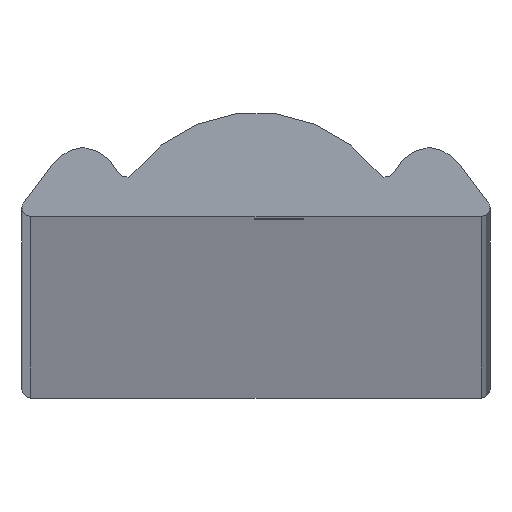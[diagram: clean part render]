
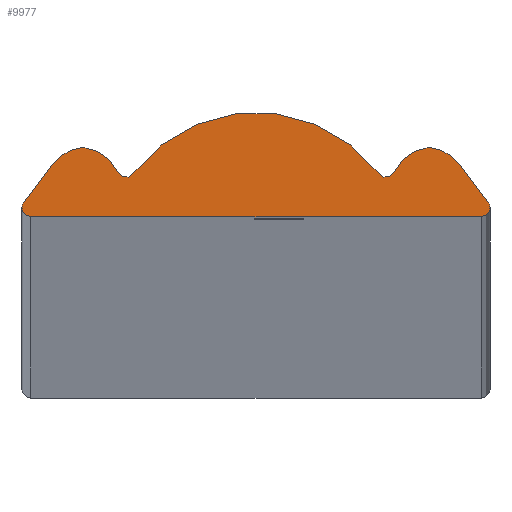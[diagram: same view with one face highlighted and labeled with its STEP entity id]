
A CAD part, top view. The second image highlights one B-rep face of the part: STEP entity #9977.
In plain terms, the highlighted planar face has unit normal (0, 0, 1).
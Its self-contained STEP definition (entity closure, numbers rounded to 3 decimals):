
#37 = ORIENTED_EDGE ( 'NONE', *, *, #138, .T. ) ;
#60 = ORIENTED_EDGE ( 'NONE', *, *, #1882, .F. ) ;
#61 = CARTESIAN_POINT ( 'NONE',  ( 3.551, 1.233, 0. ) ) ;
#138 = EDGE_CURVE ( 'NONE', #7800, #6453, #2590, .T. ) ;
#279 = CIRCLE ( 'NONE', #7617, 0.25 ) ;
#408 = DIRECTION ( 'NONE',  ( -1., 0., 0. ) ) ;
#481 = CARTESIAN_POINT ( 'NONE',  ( -5.11, 0.75, 0. ) ) ;
#515 = LINE ( 'NONE', #3929, #8768 ) ;
#761 = CIRCLE ( 'NONE', #6181, 1.25 ) ;
#807 = DIRECTION ( 'NONE',  ( -0.6, 0.8, 0. ) ) ;
#843 = ORIENTED_EDGE ( 'NONE', *, *, #7736, .T. ) ;
#1107 = VECTOR ( 'NONE', #1665, 1000. ) ;
#1114 = EDGE_CURVE ( 'NONE', #2965, #9498, #9435, .T. ) ;
#1262 = FACE_OUTER_BOUND ( 'NONE', #6187, .T. ) ;
#1288 = DIRECTION ( 'NONE',  ( -1., 0., 0. ) ) ;
#1475 = AXIS2_PLACEMENT_3D ( 'NONE', #9428, #4648, #10204 ) ;
#1552 = ORIENTED_EDGE ( 'NONE', *, *, #10215, .T. ) ;
#1642 = VERTEX_POINT ( 'NONE', #8647 ) ;
#1665 = DIRECTION ( 'NONE',  ( 0.6, 0.8, 0. ) ) ;
#1858 = DIRECTION ( 'NONE',  ( 0., 0., -1. ) ) ;
#1882 = EDGE_CURVE ( 'NONE', #2965, #4235, #6672, .T. ) ;
#2040 = VERTEX_POINT ( 'NONE', #4236 ) ;
#2341 = VECTOR ( 'NONE', #9048, 1000. ) ;
#2354 = AXIS2_PLACEMENT_3D ( 'NONE', #5026, #5200, #408 ) ;
#2464 = CARTESIAN_POINT ( 'NONE',  ( 6.5, 0., 0. ) ) ;
#2555 = CARTESIAN_POINT ( 'NONE',  ( -6.5, 0.25, 0. ) ) ;
#2590 = CIRCLE ( 'NONE', #1475, 0.25 ) ;
#2628 = ORIENTED_EDGE ( 'NONE', *, *, #3670, .T. ) ;
#2792 = VERTEX_POINT ( 'NONE', #7734 ) ;
#2965 = VERTEX_POINT ( 'NONE', #7241 ) ;
#3068 = CIRCLE ( 'NONE', #10126, 0.25 ) ;
#3297 = EDGE_CURVE ( 'NONE', #2040, #2792, #6794, .T. ) ;
#3341 = DIRECTION ( 'NONE',  ( 0., 0., 1. ) ) ;
#3356 = DIRECTION ( 'NONE',  ( -1., 0., 0. ) ) ;
#3373 = VERTEX_POINT ( 'NONE', #2464 ) ;
#3459 = CARTESIAN_POINT ( 'NONE',  ( -4.875, 0.75, 0. ) ) ;
#3491 = CARTESIAN_POINT ( 'NONE',  ( 6.75, 0.25, 0. ) ) ;
#3598 = CARTESIAN_POINT ( 'NONE',  ( 6.5, 0.25, 0. ) ) ;
#3601 = CARTESIAN_POINT ( 'NONE',  ( 0., -1.45, 0. ) ) ;
#3670 = EDGE_CURVE ( 'NONE', #9312, #5322, #9293, .T. ) ;
#3793 = DIRECTION ( 'NONE',  ( -1., 0., 0. ) ) ;
#3929 = CARTESIAN_POINT ( 'NONE',  ( 7., 0., 0. ) ) ;
#4034 = ORIENTED_EDGE ( 'NONE', *, *, #6817, .T. ) ;
#4060 = AXIS2_PLACEMENT_3D ( 'NONE', #7766, #6163, #3793 ) ;
#4066 = CARTESIAN_POINT ( 'NONE',  ( -7., 0., 0. ) ) ;
#4235 = VERTEX_POINT ( 'NONE', #61 ) ;
#4236 = CARTESIAN_POINT ( 'NONE',  ( 4.992, 1.994, 0. ) ) ;
#4246 = CARTESIAN_POINT ( 'NONE',  ( -7., 0., 0. ) ) ;
#4256 = DIRECTION ( 'NONE',  ( -1., 0., 0. ) ) ;
#4343 = AXIS2_PLACEMENT_3D ( 'NONE', #8126, #3341, #8938 ) ;
#4391 = ORIENTED_EDGE ( 'NONE', *, *, #6434, .F. ) ;
#4401 = ORIENTED_EDGE ( 'NONE', *, *, #9362, .T. ) ;
#4406 = DIRECTION ( 'NONE',  ( -1., 0., 0. ) ) ;
#4408 = DIRECTION ( 'NONE',  ( -1., 0., 0. ) ) ;
#4425 = EDGE_CURVE ( 'NONE', #3373, #9312, #4866, .T. ) ;
#4466 = LINE ( 'NONE', #4246, #2341 ) ;
#4480 = ORIENTED_EDGE ( 'NONE', *, *, #4425, .T. ) ;
#4533 = CARTESIAN_POINT ( 'NONE',  ( 4.875, 0.75, 0. ) ) ;
#4648 = DIRECTION ( 'NONE',  ( 0., 0., 1. ) ) ;
#4650 = DIRECTION ( 'NONE',  ( 0., 0., 1. ) ) ;
#4745 = CARTESIAN_POINT ( 'NONE',  ( -3.977, 1.278, 0. ) ) ;
#4866 = CIRCLE ( 'NONE', #4343, 0.25 ) ;
#4975 = AXIS2_PLACEMENT_3D ( 'NONE', #4533, #10087, #5335 ) ;
#5026 = CARTESIAN_POINT ( 'NONE',  ( -3.75, 1.383, 0. ) ) ;
#5164 = EDGE_CURVE ( 'NONE', #5218, #3373, #4466, .T. ) ;
#5171 = CARTESIAN_POINT ( 'NONE',  ( -6.5, 0., 0. ) ) ;
#5200 = DIRECTION ( 'NONE',  ( 0., 0., -1. ) ) ;
#5218 = VERTEX_POINT ( 'NONE', #5171 ) ;
#5322 = VERTEX_POINT ( 'NONE', #8070 ) ;
#5326 = AXIS2_PLACEMENT_3D ( 'NONE', #481, #6057, #1288 ) ;
#5335 = DIRECTION ( 'NONE',  ( -1., 0., 0. ) ) ;
#5887 = CIRCLE ( 'NONE', #5326, 1.25 ) ;
#6057 = DIRECTION ( 'NONE',  ( 0., 0., 1. ) ) ;
#6163 = DIRECTION ( 'NONE',  ( 0., 0., -1. ) ) ;
#6181 = AXIS2_PLACEMENT_3D ( 'NONE', #3459, #9061, #4256 ) ;
#6187 = EDGE_LOOP ( 'NONE', ( #4401, #1552, #4391, #37, #9755, #7684, #4480, #2628, #8919, #843, #6616, #4034, #60, #10236 ) ) ;
#6434 = EDGE_CURVE ( 'NONE', #7800, #1642, #7190, .T. ) ;
#6453 = VERTEX_POINT ( 'NONE', #6473 ) ;
#6473 = CARTESIAN_POINT ( 'NONE',  ( -6.75, 0.25, 0. ) ) ;
#6572 = AXIS2_PLACEMENT_3D ( 'NONE', #9431, #4650, #10208 ) ;
#6616 = ORIENTED_EDGE ( 'NONE', *, *, #3297, .T. ) ;
#6629 = CARTESIAN_POINT ( 'NONE',  ( 3.75, 1.383, 0. ) ) ;
#6672 = CIRCLE ( 'NONE', #6936, 4.45 ) ;
#6794 = CIRCLE ( 'NONE', #6572, 1.25 ) ;
#6817 = EDGE_CURVE ( 'NONE', #2792, #4235, #3068, .T. ) ;
#6882 = AXIS2_PLACEMENT_3D ( 'NONE', #3598, #9192, #4406 ) ;
#6936 = AXIS2_PLACEMENT_3D ( 'NONE', #3601, #9194, #4408 ) ;
#7190 = LINE ( 'NONE', #4066, #1107 ) ;
#7241 = CARTESIAN_POINT ( 'NONE',  ( -3.551, 1.233, 0. ) ) ;
#7444 = DIRECTION ( 'NONE',  ( -1., 0., 0. ) ) ;
#7617 = AXIS2_PLACEMENT_3D ( 'NONE', #2555, #8139, #3356 ) ;
#7684 = ORIENTED_EDGE ( 'NONE', *, *, #5164, .T. ) ;
#7723 = CARTESIAN_POINT ( 'NONE',  ( -6.7, 0.4, 0. ) ) ;
#7734 = CARTESIAN_POINT ( 'NONE',  ( 3.977, 1.278, 0. ) ) ;
#7736 = EDGE_CURVE ( 'NONE', #9570, #2040, #8166, .T. ) ;
#7766 = CARTESIAN_POINT ( 'NONE',  ( 0., -1.45, 0. ) ) ;
#7800 = VERTEX_POINT ( 'NONE', #7723 ) ;
#7874 = VERTEX_POINT ( 'NONE', #10268 ) ;
#8070 = CARTESIAN_POINT ( 'NONE',  ( 6.7, 0.4, 0. ) ) ;
#8122 = EDGE_CURVE ( 'NONE', #5322, #9570, #515, .T. ) ;
#8126 = CARTESIAN_POINT ( 'NONE',  ( 6.5, 0.25, 0. ) ) ;
#8139 = DIRECTION ( 'NONE',  ( 0., 0., 1. ) ) ;
#8166 = CIRCLE ( 'NONE', #4975, 1.25 ) ;
#8182 = EDGE_CURVE ( 'NONE', #6453, #5218, #279, .T. ) ;
#8588 = PLANE ( 'NONE',  #4060 ) ;
#8647 = CARTESIAN_POINT ( 'NONE',  ( -5.875, 1.5, 0. ) ) ;
#8768 = VECTOR ( 'NONE', #807, 1000. ) ;
#8919 = ORIENTED_EDGE ( 'NONE', *, *, #8122, .T. ) ;
#8938 = DIRECTION ( 'NONE',  ( -1., 0., 0. ) ) ;
#9048 = DIRECTION ( 'NONE',  ( 1., 0., 0. ) ) ;
#9061 = DIRECTION ( 'NONE',  ( 0., 0., 1. ) ) ;
#9192 = DIRECTION ( 'NONE',  ( 0., 0., 1. ) ) ;
#9194 = DIRECTION ( 'NONE',  ( 0., 0., -1. ) ) ;
#9293 = CIRCLE ( 'NONE', #6882, 0.25 ) ;
#9312 = VERTEX_POINT ( 'NONE', #3491 ) ;
#9362 = EDGE_CURVE ( 'NONE', #9498, #7874, #5887, .T. ) ;
#9428 = CARTESIAN_POINT ( 'NONE',  ( -6.5, 0.25, 0. ) ) ;
#9431 = CARTESIAN_POINT ( 'NONE',  ( 5.11, 0.75, 0. ) ) ;
#9435 = CIRCLE ( 'NONE', #2354, 0.25 ) ;
#9498 = VERTEX_POINT ( 'NONE', #4745 ) ;
#9559 = CARTESIAN_POINT ( 'NONE',  ( 5.875, 1.5, 0. ) ) ;
#9570 = VERTEX_POINT ( 'NONE', #9559 ) ;
#9755 = ORIENTED_EDGE ( 'NONE', *, *, #8182, .T. ) ;
#9977 = ADVANCED_FACE ( 'NONE', ( #1262 ), #8588, .F. ) ;
#10087 = DIRECTION ( 'NONE',  ( 0., 0., 1. ) ) ;
#10126 = AXIS2_PLACEMENT_3D ( 'NONE', #6629, #1858, #7444 ) ;
#10204 = DIRECTION ( 'NONE',  ( -1., 0., 0. ) ) ;
#10208 = DIRECTION ( 'NONE',  ( -1., 0., 0. ) ) ;
#10215 = EDGE_CURVE ( 'NONE', #7874, #1642, #761, .T. ) ;
#10236 = ORIENTED_EDGE ( 'NONE', *, *, #1114, .T. ) ;
#10268 = CARTESIAN_POINT ( 'NONE',  ( -4.992, 1.994, 0. ) ) ;
